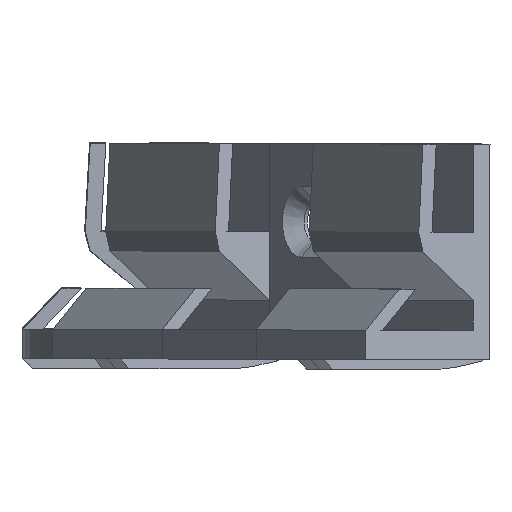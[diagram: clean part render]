
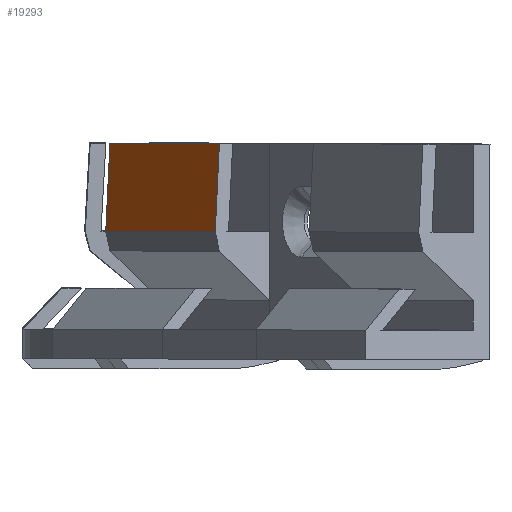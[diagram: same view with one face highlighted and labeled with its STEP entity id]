
A CAD part, left-side view. The second image highlights one B-rep face of the part: STEP entity #19293.
In plain terms, the highlighted face is planar.
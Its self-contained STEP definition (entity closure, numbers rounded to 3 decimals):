
#17398 = PLANE('',#17399);
#17399 = AXIS2_PLACEMENT_3D('',#17400,#17401,#17402);
#17400 = CARTESIAN_POINT('',(-10.5,5.766,9.503));
#17401 = DIRECTION('',(-1.,0.,0.));
#17402 = DIRECTION('',(0.,0.,1.));
#17832 = PLANE('',#17833);
#17833 = AXIS2_PLACEMENT_3D('',#17834,#17835,#17836);
#17834 = CARTESIAN_POINT('',(10.5,5.766,9.503));
#17835 = DIRECTION('',(-1.,0.,0.));
#17836 = DIRECTION('',(0.,0.,1.));
#18092 = VERTEX_POINT('',#18093);
#18093 = CARTESIAN_POINT('',(-10.5,8.1,22.));
#18107 = PLANE('',#18108);
#18108 = AXIS2_PLACEMENT_3D('',#18109,#18110,#18111);
#18109 = CARTESIAN_POINT('',(0.,6.5,22.));
#18110 = DIRECTION('',(0.,0.,-1.));
#18111 = DIRECTION('',(0.,1.,0.));
#18119 = EDGE_CURVE('',#18092,#18120,#18122,.T.);
#18120 = VERTEX_POINT('',#18121);
#18121 = CARTESIAN_POINT('',(-10.5,8.6,13.));
#18122 = SURFACE_CURVE('',#18123,(#18127,#18134),.PCURVE_S1.);
#18123 = LINE('',#18124,#18125);
#18124 = CARTESIAN_POINT('',(-10.5,8.1,22.));
#18125 = VECTOR('',#18126,1.);
#18126 = DIRECTION('',(0.,0.055,-0.998));
#18127 = PCURVE('',#17398,#18128);
#18128 = DEFINITIONAL_REPRESENTATION('',(#18129),#18133);
#18129 = LINE('',#18130,#18131);
#18130 = CARTESIAN_POINT('',(12.497,2.334));
#18131 = VECTOR('',#18132,1.);
#18132 = DIRECTION('',(-0.998,0.055));
#18133 = ( GEOMETRIC_REPRESENTATION_CONTEXT(2) 
PARAMETRIC_REPRESENTATION_CONTEXT() REPRESENTATION_CONTEXT('2D SPACE',''
  ) );
#18134 = PCURVE('',#18135,#18140);
#18135 = PLANE('',#18136);
#18136 = AXIS2_PLACEMENT_3D('',#18137,#18138,#18139);
#18137 = CARTESIAN_POINT('',(0.,8.1,22.));
#18138 = DIRECTION('',(-0.,-0.998,-0.055));
#18139 = DIRECTION('',(0.,0.055,-0.998));
#18140 = DEFINITIONAL_REPRESENTATION('',(#18141),#18145);
#18141 = LINE('',#18142,#18143);
#18142 = CARTESIAN_POINT('',(0.,-10.5));
#18143 = VECTOR('',#18144,1.);
#18144 = DIRECTION('',(1.,0.));
#18145 = ( GEOMETRIC_REPRESENTATION_CONTEXT(2) 
PARAMETRIC_REPRESENTATION_CONTEXT() REPRESENTATION_CONTEXT('2D SPACE',''
  ) );
#18163 = PLANE('',#18164);
#18164 = AXIS2_PLACEMENT_3D('',#18165,#18166,#18167);
#18165 = CARTESIAN_POINT('',(0.,8.6,13.));
#18166 = DIRECTION('',(0.,-0.97,0.243));
#18167 = DIRECTION('',(-0.,-0.243,-0.97));
#18938 = VERTEX_POINT('',#18939);
#18939 = CARTESIAN_POINT('',(10.5,8.1,22.));
#18960 = EDGE_CURVE('',#18938,#18961,#18963,.T.);
#18961 = VERTEX_POINT('',#18962);
#18962 = CARTESIAN_POINT('',(10.5,8.6,13.));
#18963 = SURFACE_CURVE('',#18964,(#18968,#18975),.PCURVE_S1.);
#18964 = LINE('',#18965,#18966);
#18965 = CARTESIAN_POINT('',(10.5,8.1,22.));
#18966 = VECTOR('',#18967,1.);
#18967 = DIRECTION('',(0.,0.055,-0.998));
#18968 = PCURVE('',#17832,#18969);
#18969 = DEFINITIONAL_REPRESENTATION('',(#18970),#18974);
#18970 = LINE('',#18971,#18972);
#18971 = CARTESIAN_POINT('',(12.497,2.334));
#18972 = VECTOR('',#18973,1.);
#18973 = DIRECTION('',(-0.998,0.055));
#18974 = ( GEOMETRIC_REPRESENTATION_CONTEXT(2) 
PARAMETRIC_REPRESENTATION_CONTEXT() REPRESENTATION_CONTEXT('2D SPACE',''
  ) );
#18975 = PCURVE('',#18135,#18976);
#18976 = DEFINITIONAL_REPRESENTATION('',(#18977),#18981);
#18977 = LINE('',#18978,#18979);
#18978 = CARTESIAN_POINT('',(0.,10.5));
#18979 = VECTOR('',#18980,1.);
#18980 = DIRECTION('',(1.,0.));
#18981 = ( GEOMETRIC_REPRESENTATION_CONTEXT(2) 
PARAMETRIC_REPRESENTATION_CONTEXT() REPRESENTATION_CONTEXT('2D SPACE',''
  ) );
#19271 = EDGE_CURVE('',#18938,#18092,#19272,.T.);
#19272 = SURFACE_CURVE('',#19273,(#19277,#19284),.PCURVE_S1.);
#19273 = LINE('',#19274,#19275);
#19274 = CARTESIAN_POINT('',(10.5,8.1,22.));
#19275 = VECTOR('',#19276,1.);
#19276 = DIRECTION('',(-1.,0.,0.));
#19277 = PCURVE('',#18107,#19278);
#19278 = DEFINITIONAL_REPRESENTATION('',(#19279),#19283);
#19279 = LINE('',#19280,#19281);
#19280 = CARTESIAN_POINT('',(1.6,10.5));
#19281 = VECTOR('',#19282,1.);
#19282 = DIRECTION('',(0.,-1.));
#19283 = ( GEOMETRIC_REPRESENTATION_CONTEXT(2) 
PARAMETRIC_REPRESENTATION_CONTEXT() REPRESENTATION_CONTEXT('2D SPACE',''
  ) );
#19284 = PCURVE('',#18135,#19285);
#19285 = DEFINITIONAL_REPRESENTATION('',(#19286),#19290);
#19286 = LINE('',#19287,#19288);
#19287 = CARTESIAN_POINT('',(0.,10.5));
#19288 = VECTOR('',#19289,1.);
#19289 = DIRECTION('',(0.,-1.));
#19290 = ( GEOMETRIC_REPRESENTATION_CONTEXT(2) 
PARAMETRIC_REPRESENTATION_CONTEXT() REPRESENTATION_CONTEXT('2D SPACE',''
  ) );
#19293 = ADVANCED_FACE('',(#19294),#18135,.F.);
#19294 = FACE_BOUND('',#19295,.F.);
#19295 = EDGE_LOOP('',(#19296,#19297,#19318,#19319));
#19296 = ORIENTED_EDGE('',*,*,#18119,.T.);
#19297 = ORIENTED_EDGE('',*,*,#19298,.F.);
#19298 = EDGE_CURVE('',#18961,#18120,#19299,.T.);
#19299 = SURFACE_CURVE('',#19300,(#19304,#19311),.PCURVE_S1.);
#19300 = LINE('',#19301,#19302);
#19301 = CARTESIAN_POINT('',(10.5,8.6,13.));
#19302 = VECTOR('',#19303,1.);
#19303 = DIRECTION('',(-1.,0.,0.));
#19304 = PCURVE('',#18135,#19305);
#19305 = DEFINITIONAL_REPRESENTATION('',(#19306),#19310);
#19306 = LINE('',#19307,#19308);
#19307 = CARTESIAN_POINT('',(9.014,10.5));
#19308 = VECTOR('',#19309,1.);
#19309 = DIRECTION('',(0.,-1.));
#19310 = ( GEOMETRIC_REPRESENTATION_CONTEXT(2) 
PARAMETRIC_REPRESENTATION_CONTEXT() REPRESENTATION_CONTEXT('2D SPACE',''
  ) );
#19311 = PCURVE('',#18163,#19312);
#19312 = DEFINITIONAL_REPRESENTATION('',(#19313),#19317);
#19313 = LINE('',#19314,#19315);
#19314 = CARTESIAN_POINT('',(-0.,10.5));
#19315 = VECTOR('',#19316,1.);
#19316 = DIRECTION('',(0.,-1.));
#19317 = ( GEOMETRIC_REPRESENTATION_CONTEXT(2) 
PARAMETRIC_REPRESENTATION_CONTEXT() REPRESENTATION_CONTEXT('2D SPACE',''
  ) );
#19318 = ORIENTED_EDGE('',*,*,#18960,.F.);
#19319 = ORIENTED_EDGE('',*,*,#19271,.T.);
